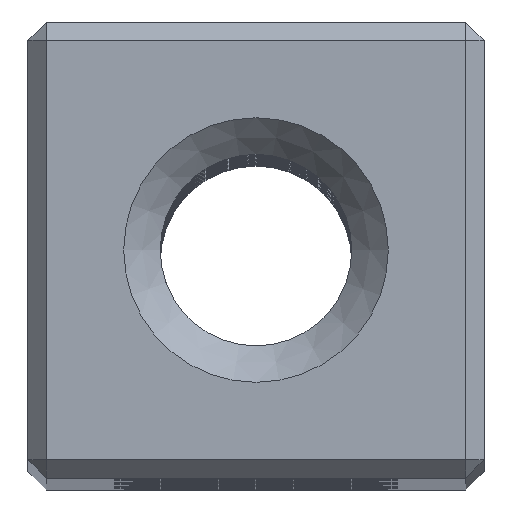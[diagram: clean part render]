
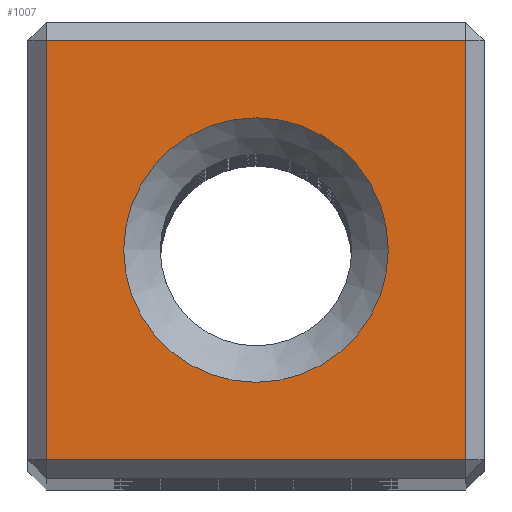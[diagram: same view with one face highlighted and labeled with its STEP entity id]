
A CAD part, top view. The second image highlights one B-rep face of the part: STEP entity #1007.
In plain terms, the highlighted planar face has unit normal (0, 0, 1).
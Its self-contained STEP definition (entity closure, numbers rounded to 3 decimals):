
#289 = VERTEX_POINT('',#290);
#290 = CARTESIAN_POINT('',(4.6,-4.6,150.));
#298 = VERTEX_POINT('',#299);
#299 = CARTESIAN_POINT('',(4.6,4.6,150.));
#305 = EDGE_CURVE('',#289,#298,#306,.T.);
#306 = LINE('',#307,#308);
#307 = CARTESIAN_POINT('',(4.6,-5.,150.));
#308 = VECTOR('',#309,1.);
#309 = DIRECTION('',(0.,1.,0.));
#1007 = ADVANCED_FACE('',(#1008,#1019),#1044,.T.);
#1008 = FACE_BOUND('',#1009,.T.);
#1009 = EDGE_LOOP('',(#1010));
#1010 = ORIENTED_EDGE('',*,*,#1011,.F.);
#1011 = EDGE_CURVE('',#1012,#1012,#1014,.T.);
#1012 = VERTEX_POINT('',#1013);
#1013 = CARTESIAN_POINT('',(2.9,0.,150.));
#1014 = CIRCLE('',#1015,2.9);
#1015 = AXIS2_PLACEMENT_3D('',#1016,#1017,#1018);
#1016 = CARTESIAN_POINT('',(0.,0.,150.));
#1017 = DIRECTION('',(0.,0.,1.));
#1018 = DIRECTION('',(1.,0.,0.));
#1019 = FACE_BOUND('',#1020,.T.);
#1020 = EDGE_LOOP('',(#1021,#1029,#1037,#1043));
#1021 = ORIENTED_EDGE('',*,*,#1022,.T.);
#1022 = EDGE_CURVE('',#298,#1023,#1025,.T.);
#1023 = VERTEX_POINT('',#1024);
#1024 = CARTESIAN_POINT('',(-4.6,4.6,150.));
#1025 = LINE('',#1026,#1027);
#1026 = CARTESIAN_POINT('',(5.,4.6,150.));
#1027 = VECTOR('',#1028,1.);
#1028 = DIRECTION('',(-1.,0.,0.));
#1029 = ORIENTED_EDGE('',*,*,#1030,.T.);
#1030 = EDGE_CURVE('',#1023,#1031,#1033,.T.);
#1031 = VERTEX_POINT('',#1032);
#1032 = CARTESIAN_POINT('',(-4.6,-4.6,150.));
#1033 = LINE('',#1034,#1035);
#1034 = CARTESIAN_POINT('',(-4.6,5.,150.));
#1035 = VECTOR('',#1036,1.);
#1036 = DIRECTION('',(0.,-1.,0.));
#1037 = ORIENTED_EDGE('',*,*,#1038,.T.);
#1038 = EDGE_CURVE('',#1031,#289,#1039,.T.);
#1039 = LINE('',#1040,#1041);
#1040 = CARTESIAN_POINT('',(-5.,-4.6,150.));
#1041 = VECTOR('',#1042,1.);
#1042 = DIRECTION('',(1.,0.,0.));
#1043 = ORIENTED_EDGE('',*,*,#305,.T.);
#1044 = PLANE('',#1045);
#1045 = AXIS2_PLACEMENT_3D('',#1046,#1047,#1048);
#1046 = CARTESIAN_POINT('',(0.,0.,150.
    ));
#1047 = DIRECTION('',(0.,0.,1.));
#1048 = DIRECTION('',(1.,0.,0.));
